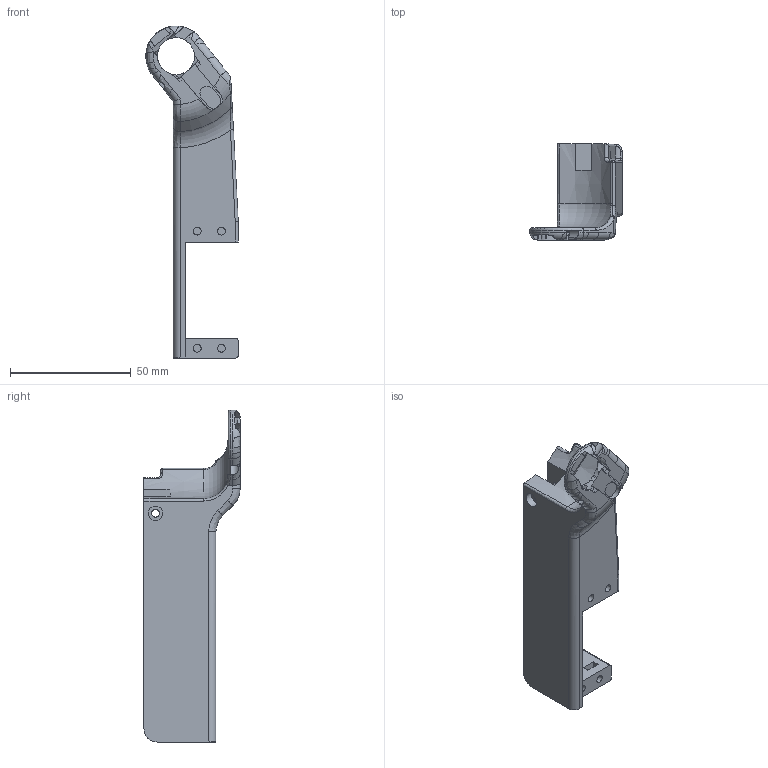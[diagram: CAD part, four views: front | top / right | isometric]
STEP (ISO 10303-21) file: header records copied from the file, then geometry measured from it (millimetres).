
FILE_DESCRIPTION( ( '' ), ' ' );
FILE_NAME( '5ee9cc62ae8015119d87a5ca.step', '2020-06-17T07:55:14', ( '' ), ( '' ), ' ', ' ', ' ' );
FILE_SCHEMA( ( 'AUTOMOTIVE_DESIGN { 1 0 10303 214 1 1 1 1 }' ) );
Length unit declared in the file: metre
Products named in the file (1): Left_Upper_Arm
Bounding box: 38.26 x 39.8 x 137.41 mm (x, y, z)
Volume: 54314.9 mm3; surface area: 15926.2 mm2
Topology: 1 solids, 1 shells, 217 faces, 601 edges, 389 vertices
Faces by surface type: plane 109, cylinder 56, bspline 25, extrusion 12, torus 11, cone 2, sphere 2
Full cylindrical faces by diameter (mm): 3.2 x11, 6 x1
Entity records: 10517 total; most frequent: CARTESIAN_POINT 3573, ORIENTED_EDGE 1166, DIRECTION 919, EDGE_CURVE 583, VERTEX_POINT 385, AXIS2_PLACEMENT_3D 320, VECTOR 279, LINE 267
